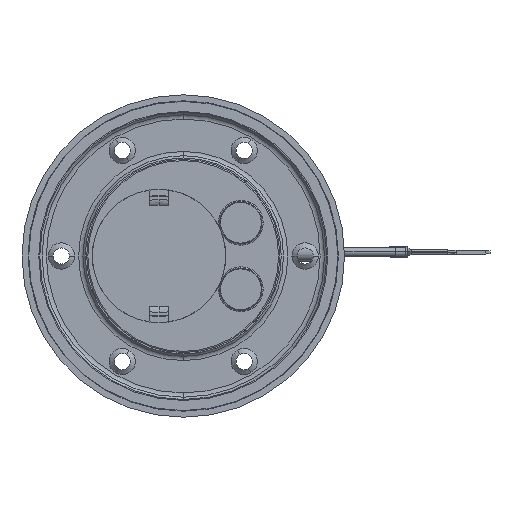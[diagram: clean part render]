
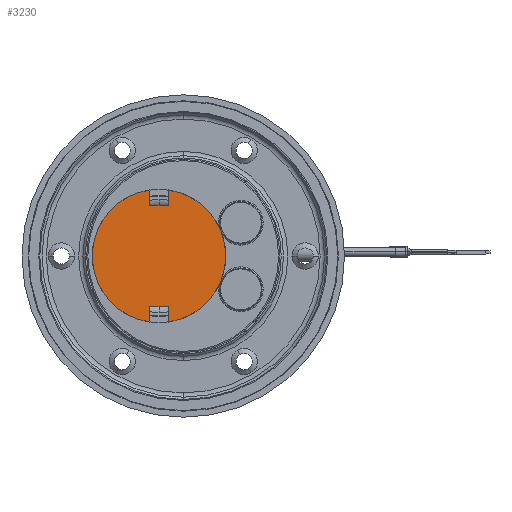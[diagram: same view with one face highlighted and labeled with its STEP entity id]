
A CAD part, front view. The second image highlights one B-rep face of the part: STEP entity #3230.
In plain terms, the highlighted planar face has unit normal (0, -1, 0).
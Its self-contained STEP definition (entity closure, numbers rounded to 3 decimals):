
#43 = CARTESIAN_POINT ( 'NONE',  ( -3.65, -222.9, 16.332 ) ) ;
#100 = VERTEX_POINT ( 'NONE', #1354 ) ;
#156 = VECTOR ( 'NONE', #6126, 1000. ) ;
#245 = EDGE_CURVE ( 'NONE', #15842, #11015, #1374, .T. ) ;
#611 = ORIENTED_EDGE ( 'NONE', *, *, #6827, .T. ) ;
#648 = CARTESIAN_POINT ( 'NONE',  ( -8.35, -222.9, -12.5 ) ) ;
#754 = CARTESIAN_POINT ( 'NONE',  ( -8.35, -222.9, -12.5 ) ) ;
#1065 = AXIS2_PLACEMENT_3D ( 'NONE', #13411, #5853, #9570 ) ;
#1184 = DIRECTION ( 'NONE',  ( 0., 0., -1. ) ) ;
#1354 = CARTESIAN_POINT ( 'NONE',  ( -3.65, -222.9, 12.5 ) ) ;
#1374 = LINE ( 'NONE', #6736, #6798 ) ;
#1422 = CARTESIAN_POINT ( 'NONE',  ( -3.65, -222.9, -12.5 ) ) ;
#1494 = EDGE_LOOP ( 'NONE', ( #611, #4311, #7672, #12681, #13469, #7695, #8668, #13346 ) ) ;
#1851 = LINE ( 'NONE', #7384, #6849 ) ;
#2040 = VECTOR ( 'NONE', #1184, 1000. ) ;
#2491 = CARTESIAN_POINT ( 'NONE',  ( -3.65, -222.9, 17.5 ) ) ;
#2610 = VECTOR ( 'NONE', #16525, 1000. ) ;
#2956 = VERTEX_POINT ( 'NONE', #3504 ) ;
#3066 = CARTESIAN_POINT ( 'NONE',  ( -3.65, -222.9, -16.332 ) ) ;
#3230 = ADVANCED_FACE ( 'NONE', ( #14444 ), #7768, .F. ) ;
#3247 = CARTESIAN_POINT ( 'NONE',  ( -8.35, -222.9, 12.5 ) ) ;
#3337 = CARTESIAN_POINT ( 'NONE',  ( -8.35, -222.9, 16.332 ) ) ;
#3504 = CARTESIAN_POINT ( 'NONE',  ( -8.35, -222.9, -16.332 ) ) ;
#3519 = CIRCLE ( 'NONE', #4080, 16.5 ) ;
#3645 = DIRECTION ( 'NONE',  ( 0., 0., -1. ) ) ;
#3887 = VERTEX_POINT ( 'NONE', #648 ) ;
#4080 = AXIS2_PLACEMENT_3D ( 'NONE', #6320, #11576, #3645 ) ;
#4252 = VERTEX_POINT ( 'NONE', #3337 ) ;
#4311 = ORIENTED_EDGE ( 'NONE', *, *, #245, .T. ) ;
#4586 = VECTOR ( 'NONE', #12951, 1000. ) ;
#4973 = VERTEX_POINT ( 'NONE', #43 ) ;
#5028 = EDGE_CURVE ( 'NONE', #4973, #11015, #8448, .T. ) ;
#5213 = EDGE_CURVE ( 'NONE', #100, #10078, #11602, .T. ) ;
#5853 = DIRECTION ( 'NONE',  ( 0., 1., 0. ) ) ;
#6126 = DIRECTION ( 'NONE',  ( 0., 0., 1. ) ) ;
#6320 = CARTESIAN_POINT ( 'NONE',  ( -6., -222.9, 0. ) ) ;
#6736 = CARTESIAN_POINT ( 'NONE',  ( -3.65, -222.9, -12.5 ) ) ;
#6798 = VECTOR ( 'NONE', #12071, 1000. ) ;
#6827 = EDGE_CURVE ( 'NONE', #3887, #15842, #7171, .T. ) ;
#6849 = VECTOR ( 'NONE', #16301, 1000. ) ;
#7171 = LINE ( 'NONE', #12583, #2610 ) ;
#7384 = CARTESIAN_POINT ( 'NONE',  ( -8.35, -222.9, 17.5 ) ) ;
#7578 = EDGE_CURVE ( 'NONE', #2956, #4252, #3519, .T. ) ;
#7672 = ORIENTED_EDGE ( 'NONE', *, *, #5028, .F. ) ;
#7695 = ORIENTED_EDGE ( 'NONE', *, *, #13114, .T. ) ;
#7768 = PLANE ( 'NONE',  #1065 ) ;
#8344 = CARTESIAN_POINT ( 'NONE',  ( -6., -222.9, 0. ) ) ;
#8448 = CIRCLE ( 'NONE', #10383, 16.5 ) ;
#8668 = ORIENTED_EDGE ( 'NONE', *, *, #7578, .F. ) ;
#9570 = DIRECTION ( 'NONE',  ( 0., 0., -1. ) ) ;
#9950 = EDGE_CURVE ( 'NONE', #2956, #3887, #13919, .T. ) ;
#10078 = VERTEX_POINT ( 'NONE', #3247 ) ;
#10319 = CARTESIAN_POINT ( 'NONE',  ( -3.65, -222.9, 12.5 ) ) ;
#10383 = AXIS2_PLACEMENT_3D ( 'NONE', #8344, #11031, #13483 ) ;
#11015 = VERTEX_POINT ( 'NONE', #3066 ) ;
#11031 = DIRECTION ( 'NONE',  ( 0., 1., 0. ) ) ;
#11576 = DIRECTION ( 'NONE',  ( 0., 1., 0. ) ) ;
#11602 = LINE ( 'NONE', #10319, #4586 ) ;
#12071 = DIRECTION ( 'NONE',  ( 0., 0., -1. ) ) ;
#12583 = CARTESIAN_POINT ( 'NONE',  ( -3.65, -222.9, -12.5 ) ) ;
#12678 = EDGE_CURVE ( 'NONE', #4973, #100, #13070, .T. ) ;
#12681 = ORIENTED_EDGE ( 'NONE', *, *, #12678, .T. ) ;
#12951 = DIRECTION ( 'NONE',  ( -1., 0., 0. ) ) ;
#13070 = LINE ( 'NONE', #2491, #2040 ) ;
#13114 = EDGE_CURVE ( 'NONE', #10078, #4252, #1851, .T. ) ;
#13346 = ORIENTED_EDGE ( 'NONE', *, *, #9950, .T. ) ;
#13411 = CARTESIAN_POINT ( 'NONE',  ( -6., -222.9, 0. ) ) ;
#13469 = ORIENTED_EDGE ( 'NONE', *, *, #5213, .T. ) ;
#13483 = DIRECTION ( 'NONE',  ( 0., 0., -1. ) ) ;
#13919 = LINE ( 'NONE', #754, #156 ) ;
#14444 = FACE_OUTER_BOUND ( 'NONE', #1494, .T. ) ;
#15842 = VERTEX_POINT ( 'NONE', #1422 ) ;
#16301 = DIRECTION ( 'NONE',  ( 0., 0., 1. ) ) ;
#16525 = DIRECTION ( 'NONE',  ( 1., 0., 0. ) ) ;
